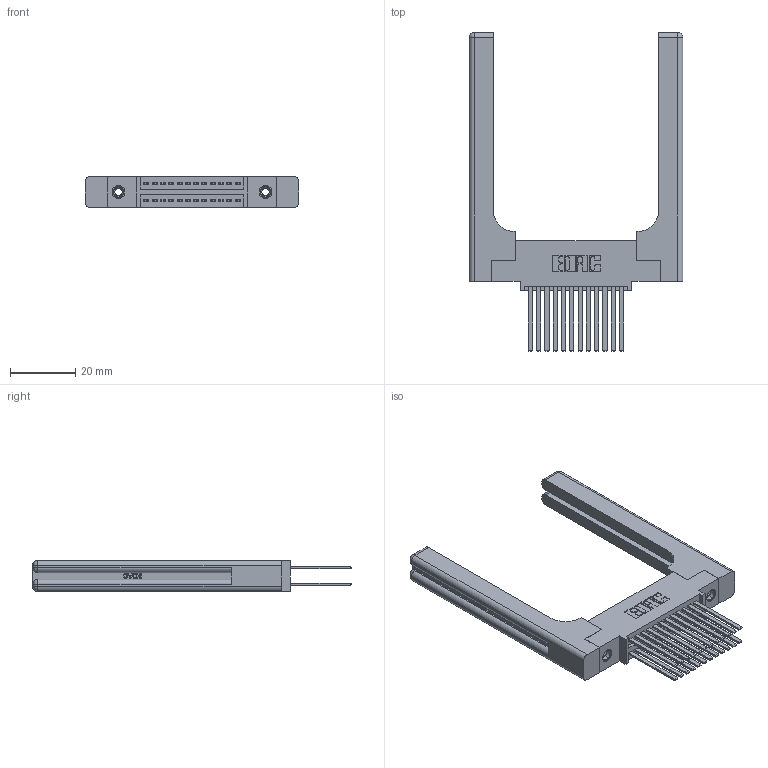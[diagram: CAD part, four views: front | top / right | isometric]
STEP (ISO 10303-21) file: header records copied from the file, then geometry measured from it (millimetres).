
FILE_DESCRIPTION (( 'STEP AP203' ), '1' );
FILE_NAME ('345-024-544-558.STEP', '2019-10-27T17:24:40', ( '' ), ( '' ), 'SwSTEP 2.0', 'SolidWorks 2016', '' );
FILE_SCHEMA (( 'CONFIG_CONTROL_DESIGN' ));
Length unit declared in the file: inch
Products named in the file (5): 345-024-544-558; 345-292-001_345-293-144; 345 Part_0.110 Offset - 0.156 Dia-TH; 345-220-058_345-220-058; 345-250-001_345-250-001-102
Assembly tree (29 placements, depth 2):
  345-024-544-558
    345 Part_0.110 Offset - 0.156 Dia-TH
    345-292-001_345-293-144  x24
    345-250-001_345-250-001-102  x2
    345-220-058_345-220-058  x2
Bounding box: 65.51 x 97.71 x 9.4 mm (x, y, z)
Volume: 14823.1 mm3; surface area: 14940.1 mm2
Topology: 29 solids, 29 shells, 1442 faces, 4163 edges, 2722 vertices
Faces by surface type: plane 928, cylinder 454, bspline 36, cone 12, sphere 8, torus 4
Entity records: 18584 total; most frequent: CARTESIAN_POINT 4137, ORIENTED_EDGE 2868, DIRECTION 2614, EDGE_CURVE 1434, LINE 1166, VECTOR 1166, VERTEX_POINT 946, AXIS2_PLACEMENT_3D 724
